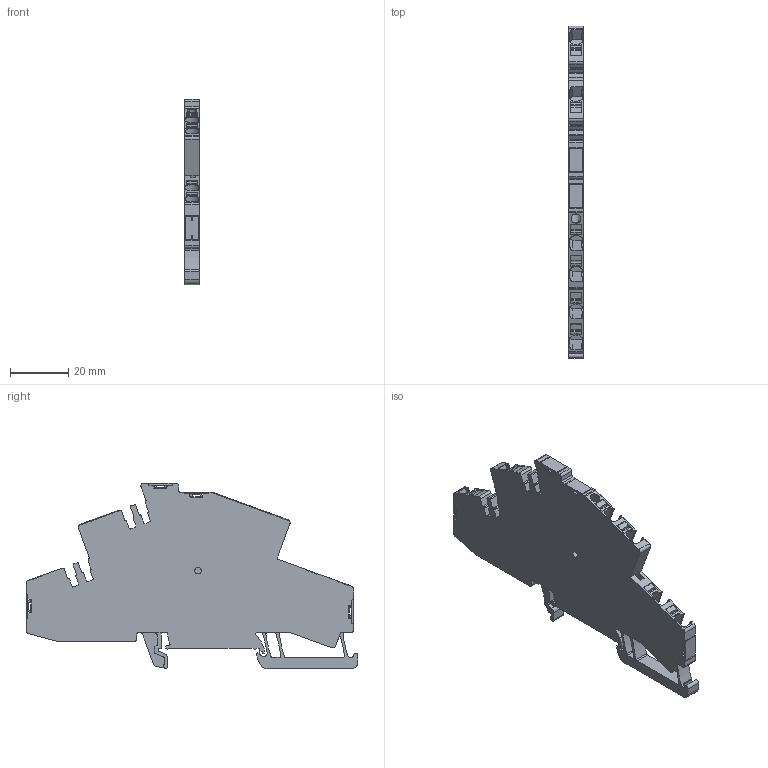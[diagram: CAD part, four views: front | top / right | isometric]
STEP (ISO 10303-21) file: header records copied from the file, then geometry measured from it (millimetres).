
FILE_DESCRIPTION(('CATIA V5R22 STEP214','CAx-IF Rec.Pracs.--- Model Styling and Organization---1.4--- 2014-01-23'),'2;1');
FILE_NAME ('1863942-2_0', '2024-03-07T08:01:14+00:00', ('Weidmueller Interface'), ('Weidmueller'), 'CATIA Version 5-6 Release 2016 SP3 HF44', 'CATIA V5 STEP AP214', 'none');
FILE_SCHEMA(('AUTOMOTIVE_DESIGN { 1 0 10303 214 1 1 1 1 }'));
Length unit declared in the file: millimetre
Products named in the file (1): 2936690000
Bounding box: 5.1 x 114.22 x 63.8 mm (x, y, z)
Volume: 20334.4 mm3; surface area: 15973.6 mm2
Topology: 13 solids, 13 shells, 947 faces, 2690 edges, 1780 vertices
Faces by surface type: plane 572, cylinder 336, extrusion 21, torus 15, sphere 3
Entity records: 30786 total; most frequent: CARTESIAN_POINT 6349, ORIENTED_EDGE 5374, DIRECTION 3967, EDGE_CURVE 2687, VECTOR 1932, LINE 1911, VERTEX_POINT 1780, AXIS2_PLACEMENT_3D 1332
